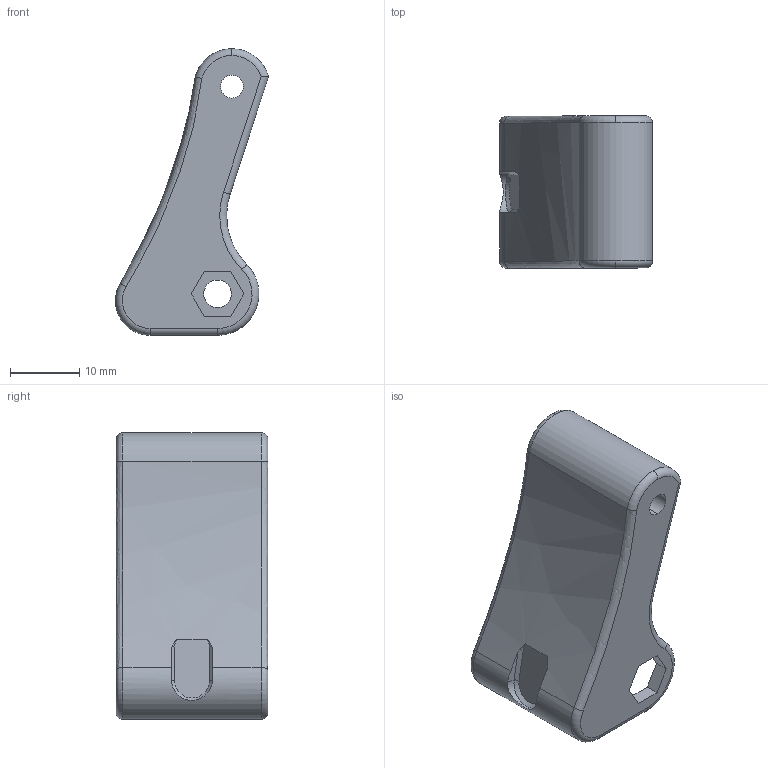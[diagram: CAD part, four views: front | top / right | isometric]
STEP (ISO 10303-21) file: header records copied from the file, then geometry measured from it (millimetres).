
FILE_DESCRIPTION (( 'STEP AP203' ), '1' );
FILE_NAME ('T2M1BD_Predeterminado_sldprt.STEP', '2024-02-29T15:20:35', ( '' ), ( '' ), 'SwSTEP 2.0', 'SolidWorks 2022', '' );
FILE_SCHEMA (( 'CONFIG_CONTROL_DESIGN' ));
Length unit declared in the file: millimetre
Products named in the file (1): T2M1BD_Predeterminado_sldprt
Bounding box: 22.15 x 22 x 41.5 mm (x, y, z)
Volume: 8491.9 mm3; surface area: 3777.7 mm2
Topology: 1 solids, 1 shells, 60 faces, 152 edges, 96 vertices
Faces by surface type: plane 25, cylinder 19, torus 10, bspline 3, cone 3
Entity records: 2048 total; most frequent: CARTESIAN_POINT 501, DIRECTION 313, ORIENTED_EDGE 304, EDGE_CURVE 152, AXIS2_PLACEMENT_3D 118, VERTEX_POINT 96, VECTOR 77, LINE 77
